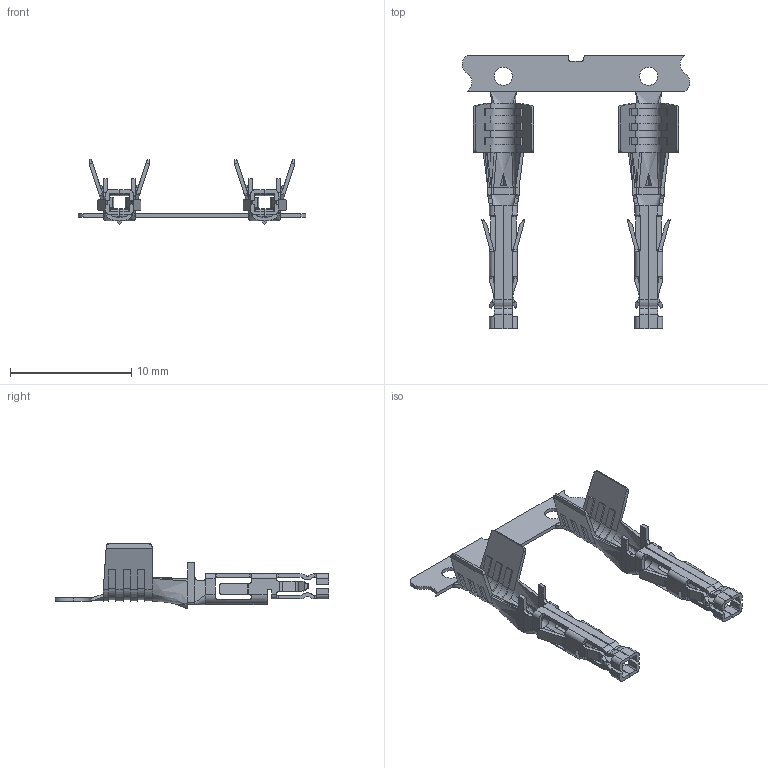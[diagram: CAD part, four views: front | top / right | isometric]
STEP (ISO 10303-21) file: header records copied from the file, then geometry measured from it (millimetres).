
FILE_DESCRIPTION(/* description */ ('Unknown'),/* implementation_level */ '2;1');
FILE_NAME(/* name */ '65730613722',/* time_stamp */ '2022-10-03T13:06:58+02:00',/* author */ ('Unknown'),/* organization */ ('Unknown'),/* preprocessor_version */ 'ST-DEVELOPER v18.102',/* originating_system */ 'Solid Edge',/* authorisation */ 'Unknown');
FILE_SCHEMA (('AUTOMOTIVE_DESIGN {1 0 10303 214 3 1 1}'));
Length unit declared in the file: millimetre
Products named in the file (3): 65730613722; 65730613722DEC; 65730x13722_Band
Assembly tree (3 placements, depth 2):
  65730613722
    65730613722DEC  x2
    65730x13722_Band
Bounding box: 18.8 x 22.62 x 5.42 mm (x, y, z)
Volume: 90.4 mm3; surface area: 739.5 mm2
Topology: 3 solids, 3 shells, 663 faces, 1879 edges, 1212 vertices
Faces by surface type: plane 366, cylinder 261, bspline 36
Full cylindrical faces by diameter (mm): 1.5 x2
Entity records: 11356 total; most frequent: CARTESIAN_POINT 2437, ORIENTED_EDGE 1920, DIRECTION 1789, EDGE_CURVE 960, LINE 643, VECTOR 643, VERTEX_POINT 621, AXIS2_PLACEMENT_3D 573
